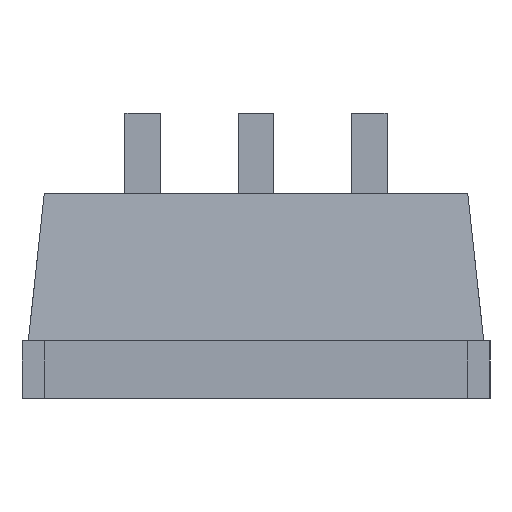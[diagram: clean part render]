
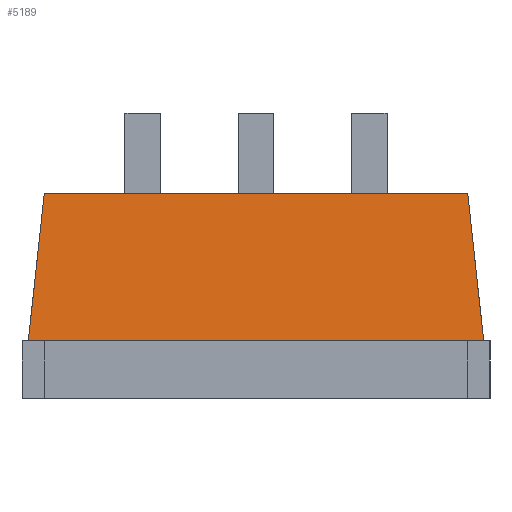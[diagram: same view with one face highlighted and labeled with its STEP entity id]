
A CAD part, left-side view. The second image highlights one B-rep face of the part: STEP entity #5189.
In plain terms, the highlighted planar face has unit normal (-0.996, 0, 0.091).
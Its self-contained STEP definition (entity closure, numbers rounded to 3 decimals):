
#38 = VERTEX_POINT ( 'NONE', #2315 ) ;
#420 = EDGE_CURVE ( 'NONE', #3155, #1109, #957, .T. ) ;
#733 = EDGE_LOOP ( 'NONE', ( #3642, #3999, #795, #5572 ) ) ;
#795 = ORIENTED_EDGE ( 'NONE', *, *, #5409, .F. ) ;
#957 = LINE ( 'NONE', #4634, #4477 ) ;
#1109 = VERTEX_POINT ( 'NONE', #1250 ) ;
#1250 = CARTESIAN_POINT ( 'NONE',  ( -1.2, 4.75, 4.6 ) ) ;
#1430 = EDGE_CURVE ( 'NONE', #3357, #38, #1670, .T. ) ;
#1471 = CARTESIAN_POINT ( 'NONE',  ( -1.2, 5.99, 4.6 ) ) ;
#1528 = LINE ( 'NONE', #4146, #1666 ) ;
#1529 = VECTOR ( 'NONE', #5921, 1000. ) ;
#1535 = EDGE_CURVE ( 'NONE', #38, #3155, #1528, .T. ) ;
#1578 = DIRECTION ( 'NONE',  ( 0.996, 0., -0.091 ) ) ;
#1666 = VECTOR ( 'NONE', #5528, 1000. ) ;
#1670 = LINE ( 'NONE', #5447, #1529 ) ;
#2145 = VECTOR ( 'NONE', #5113, 1000. ) ;
#2315 = CARTESIAN_POINT ( 'NONE',  ( -1.5, -5.108, 1.303 ) ) ;
#3155 = VERTEX_POINT ( 'NONE', #3337 ) ;
#3337 = CARTESIAN_POINT ( 'NONE',  ( -1.5, 5.108, 1.303 ) ) ;
#3357 = VERTEX_POINT ( 'NONE', #4405 ) ;
#3642 = ORIENTED_EDGE ( 'NONE', *, *, #1535, .F. ) ;
#3758 = DIRECTION ( 'NONE',  ( 0.09, -0.108, 0.99 ) ) ;
#3899 = AXIS2_PLACEMENT_3D ( 'NONE', #4316, #1578, #4780 ) ;
#3999 = ORIENTED_EDGE ( 'NONE', *, *, #1430, .F. ) ;
#4146 = CARTESIAN_POINT ( 'NONE',  ( -1.5, 5.25, 1.303 ) ) ;
#4151 = FACE_OUTER_BOUND ( 'NONE', #733, .T. ) ;
#4316 = CARTESIAN_POINT ( 'NONE',  ( -1.2, 5.99, 4.6 ) ) ;
#4405 = CARTESIAN_POINT ( 'NONE',  ( -1.2, -4.75, 4.6 ) ) ;
#4477 = VECTOR ( 'NONE', #3758, 1000. ) ;
#4577 = LINE ( 'NONE', #1471, #2145 ) ;
#4634 = CARTESIAN_POINT ( 'NONE',  ( -1.202, 4.753, 4.573 ) ) ;
#4780 = DIRECTION ( 'NONE',  ( -0.091, 0., -0.996 ) ) ;
#5113 = DIRECTION ( 'NONE',  ( 0., -1., 0. ) ) ;
#5189 = ADVANCED_FACE ( 'NONE', ( #4151 ), #5210, .F. ) ;
#5210 = PLANE ( 'NONE',  #3899 ) ;
#5409 = EDGE_CURVE ( 'NONE', #1109, #3357, #4577, .T. ) ;
#5447 = CARTESIAN_POINT ( 'NONE',  ( -1.618, -5.249, 0.011 ) ) ;
#5528 = DIRECTION ( 'NONE',  ( 0., 1., 0. ) ) ;
#5572 = ORIENTED_EDGE ( 'NONE', *, *, #420, .F. ) ;
#5921 = DIRECTION ( 'NONE',  ( -0.09, -0.108, -0.99 ) ) ;
